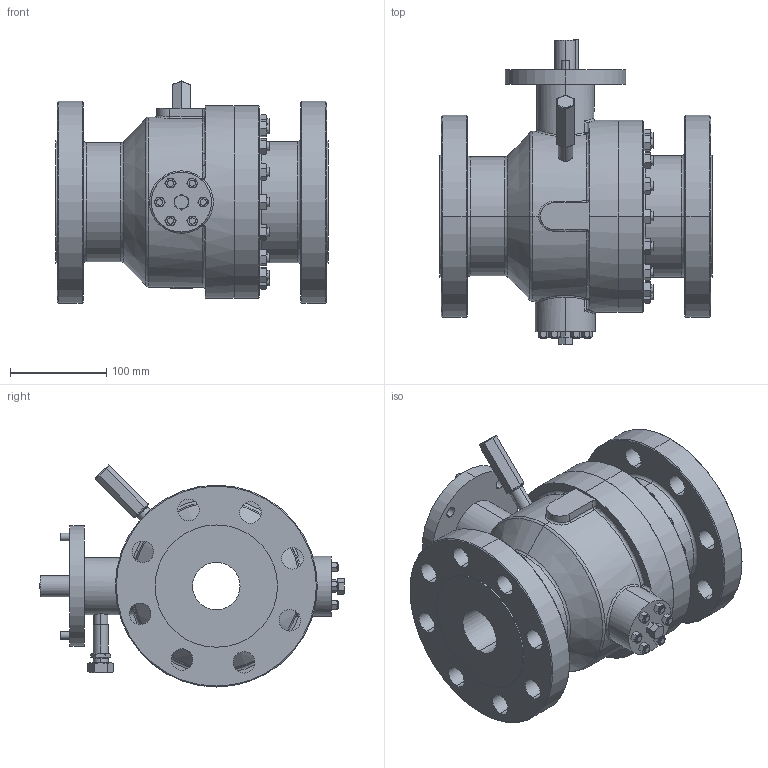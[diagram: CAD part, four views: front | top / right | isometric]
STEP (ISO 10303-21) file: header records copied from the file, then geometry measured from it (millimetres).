
FILE_DESCRIPTION (( 'STEP AP203' ), '1' );
FILE_NAME ('03-B2-300-RF-B.STEP', '2026-03-21T01:37:48', ( 'hp' ), ( '' ), 'SwSTEP 2.0', 'SolidWorks 2022', '' );
FILE_SCHEMA (( 'CONFIG_CONTROL_DESIGN' ));
Length unit declared in the file: millimetre
Products named in the file (1): 03-B2-300-RF-B
Bounding box: 283 x 316.5 x 230.53 mm (x, y, z)
Volume: 6407952.1 mm3; surface area: 419435.1 mm2
Topology: 31 solids, 31 shells, 778 faces, 1695 edges, 1005 vertices
Faces by surface type: cone 301, plane 275, cylinder 161, bspline 25, torus 16
Entity records: 25409 total; most frequent: CARTESIAN_POINT 9228, ORIENTED_EDGE 3378, DIRECTION 3218, EDGE_CURVE 1689, AXIS2_PLACEMENT_3D 1371, VERTEX_POINT 1005, EDGE_LOOP 852, ADVANCED_FACE 778
